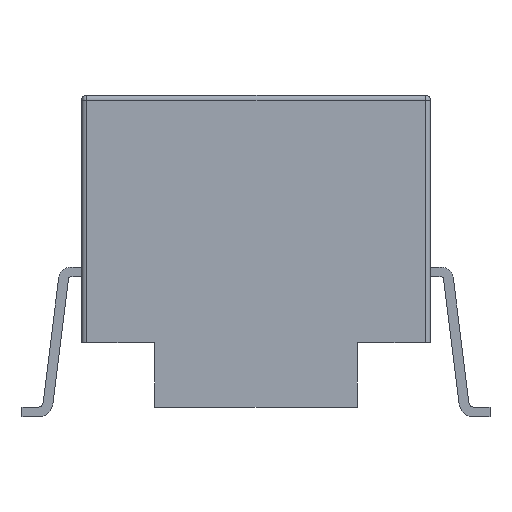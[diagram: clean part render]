
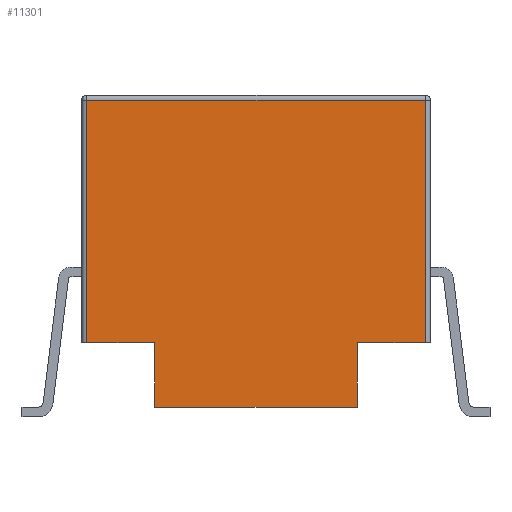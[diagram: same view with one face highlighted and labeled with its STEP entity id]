
A CAD part, left-side view. The second image highlights one B-rep face of the part: STEP entity #11301.
In plain terms, the highlighted planar face has unit normal (-1, 0, 0).
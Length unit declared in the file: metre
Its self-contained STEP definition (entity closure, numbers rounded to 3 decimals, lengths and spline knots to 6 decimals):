
#2601=ORIENTED_EDGE('',*,*,#4972,.T.);
#2602=ORIENTED_EDGE('',*,*,#4752,.F.);
#2603=ORIENTED_EDGE('',*,*,#4975,.F.);
#2604=ORIENTED_EDGE('',*,*,#4976,.T.);
#2605=ORIENTED_EDGE('',*,*,#4977,.F.);
#2606=ORIENTED_EDGE('',*,*,#4754,.F.);
#2607=ORIENTED_EDGE('',*,*,#4963,.T.);
#2608=ORIENTED_EDGE('',*,*,#4960,.T.);
#4752=EDGE_CURVE('',#6100,#6096,#7245,.T.);
#4754=EDGE_CURVE('',#6102,#6103,#7246,.T.);
#4960=EDGE_CURVE('',#6236,#6240,#7348,.T.);
#4963=EDGE_CURVE('',#6102,#6236,#7351,.T.);
#4972=EDGE_CURVE('',#6240,#6096,#7356,.T.);
#4975=EDGE_CURVE('',#6243,#6100,#7359,.T.);
#4976=EDGE_CURVE('',#6243,#6244,#7360,.T.);
#4977=EDGE_CURVE('',#6103,#6244,#7361,.T.);
#6096=VERTEX_POINT('',#19113);
#6100=VERTEX_POINT('',#19121);
#6102=VERTEX_POINT('',#19126);
#6103=VERTEX_POINT('',#19128);
#6236=VERTEX_POINT('',#21528);
#6240=VERTEX_POINT('',#21542);
#6243=VERTEX_POINT('',#21570);
#6244=VERTEX_POINT('',#21572);
#7245=LINE('',#19122,#8372);
#7246=LINE('',#19127,#8373);
#7348=LINE('',#21543,#8475);
#7351=LINE('',#21547,#8478);
#7356=LINE('',#21563,#8483);
#7359=LINE('',#21569,#8486);
#7360=LINE('',#21571,#8487);
#7361=LINE('',#21573,#8488);
#8372=VECTOR('',#15989,1.);
#8373=VECTOR('',#15994,1.);
#8475=VECTOR('',#16260,1.);
#8478=VECTOR('',#16265,1.);
#8483=VECTOR('',#16288,1.);
#8486=VECTOR('',#16297,1.);
#8487=VECTOR('',#16298,1.);
#8488=VECTOR('',#16299,1.);
#9280=EDGE_LOOP('',(#2601,#2602,#2603,#2604,#2605,#2606,#2607,#2608));
#9926=FACE_BOUND('',#9280,.T.);
#10428=PLANE('',#14419);
#11301=ADVANCED_FACE('',(#9926),#10428,.F.);
#14419=AXIS2_PLACEMENT_3D('',#21568,#16295,#16296);
#15989=DIRECTION('',(0.,1.,0.));
#15994=DIRECTION('',(0.,1.,0.));
#16260=DIRECTION('',(0.,1.,0.));
#16265=DIRECTION('',(0.,0.,1.));
#16288=DIRECTION('',(0.,0.,-1.));
#16295=DIRECTION('',(1.,0.,0.));
#16296=DIRECTION('',(0.,1.,0.));
#16297=DIRECTION('',(0.,0.,1.));
#16298=DIRECTION('',(0.,-1.,0.));
#16299=DIRECTION('',(0.,0.,-1.));
#19113=CARTESIAN_POINT('',(-0.00635,0.00345,0.001504));
#19121=CARTESIAN_POINT('',(-0.00635,0.002067,0.001504));
#19122=CARTESIAN_POINT('',(-0.00635,-0.00355,0.001504));
#19126=CARTESIAN_POINT('',(-0.00635,-0.00345,0.001504));
#19127=CARTESIAN_POINT('',(-0.00635,-0.00355,0.001504));
#19128=CARTESIAN_POINT('',(-0.00635,-0.002067,0.001504));
#21528=CARTESIAN_POINT('',(-0.00635,-0.00345,0.00645));
#21542=CARTESIAN_POINT('',(-0.00635,0.00345,0.00645));
#21543=CARTESIAN_POINT('',(-0.00635,0.00355,0.00645));
#21547=CARTESIAN_POINT('',(-0.00635,-0.00345,0.00655));
#21563=CARTESIAN_POINT('',(-0.00635,0.00345,0.00655));
#21568=CARTESIAN_POINT('',(-0.00635,0.00355,0.00655));
#21569=CARTESIAN_POINT('',(-0.00635,0.002067,0.0002));
#21570=CARTESIAN_POINT('',(-0.00635,0.002067,0.0002));
#21571=CARTESIAN_POINT('',(-0.00635,0.00355,0.0002));
#21572=CARTESIAN_POINT('',(-0.00635,-0.002067,0.0002));
#21573=CARTESIAN_POINT('',(-0.00635,-0.002067,0.0002));
